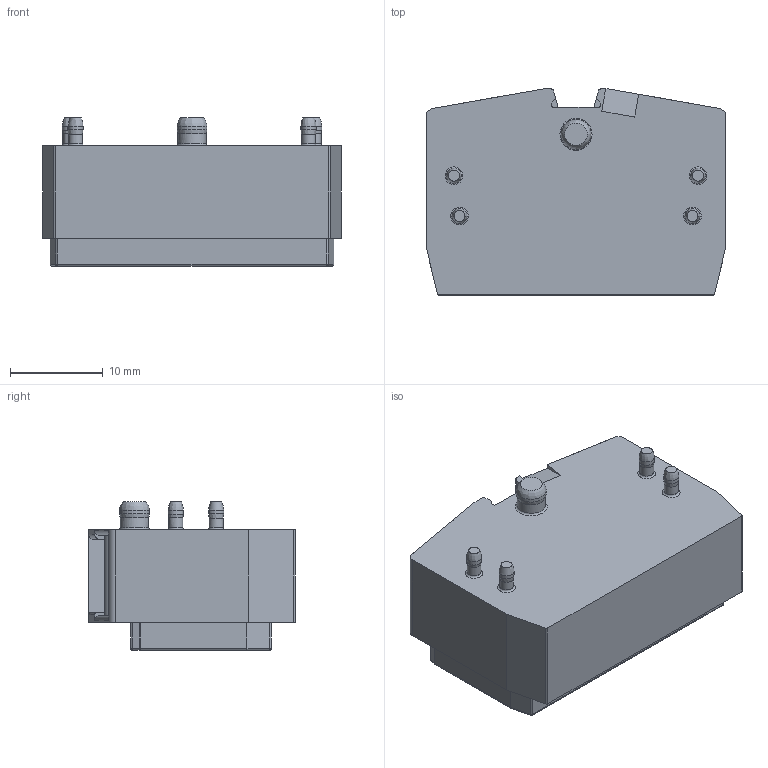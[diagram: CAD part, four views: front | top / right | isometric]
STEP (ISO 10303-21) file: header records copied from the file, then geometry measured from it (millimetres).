
FILE_DESCRIPTION( ( 'STEP AP203' ), '1' );
FILE_NAME( 'SDUNP2.5-2_B.stp', '2023-01-04T10:31:10', ( ' ' ), ( ' ' ), 'XStep 1.0', ' ', ' ' );
FILE_SCHEMA( ( 'CONFIG_CONTROL_DESIGN) ( )' ) );
Length unit declared in the file: metre
Products named in the file (1): 1
Bounding box: 32.2 x 22.2 x 16 mm (x, y, z)
Volume: 6406 mm3; surface area: 3104.2 mm2
Topology: 1 solids, 1 shells, 253 faces, 671 edges, 408 vertices
Faces by surface type: plane 111, cylinder 96, sphere 26, bspline 10, torus 9, cone 1
Full cylindrical faces by diameter (mm): 1.5 x4, 1.62 x4, 3.05 x1, 3.22 x1
Entity records: 7719 total; most frequent: CARTESIAN_POINT 1695, DIRECTION 1269, ORIENTED_EDGE 1220, EDGE_CURVE 610, AXIS2_PLACEMENT_3D 452, VERTEX_POINT 394, LINE 365, VECTOR 365
